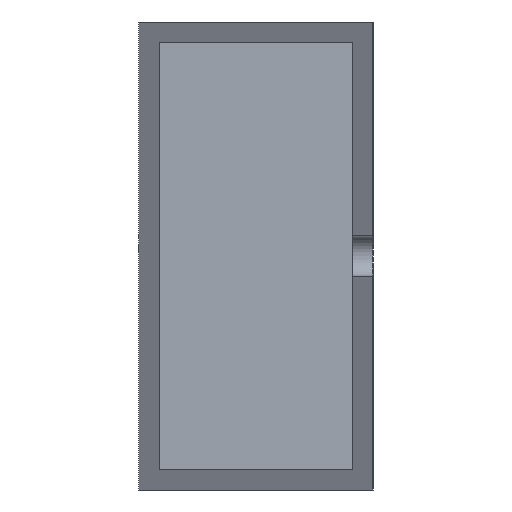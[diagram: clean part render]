
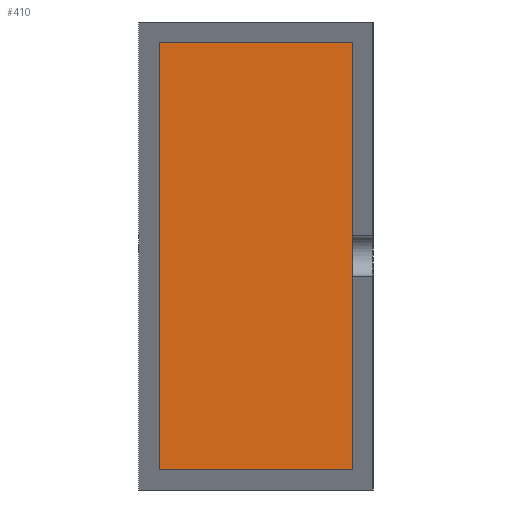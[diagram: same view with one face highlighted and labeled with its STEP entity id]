
A CAD part, left-side view. The second image highlights one B-rep face of the part: STEP entity #410.
In plain terms, the highlighted planar face has unit normal (-1, 0, 0).
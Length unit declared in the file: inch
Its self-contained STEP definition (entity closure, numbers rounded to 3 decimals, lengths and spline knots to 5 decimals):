
#1 = EDGE_CURVE ( 'NONE', #669, #258, #592, .T. ) ;
#14 = CARTESIAN_POINT ( 'NONE',  ( -4.42913, 1.07874, 1.07874 ) ) ;
#18 = LINE ( 'NONE', #57, #653 ) ;
#55 = DIRECTION ( 'NONE',  ( 0., 0., 1. ) ) ;
#57 = CARTESIAN_POINT ( 'NONE',  ( -4.42913, 1.07874, 1.07874 ) ) ;
#85 = ORIENTED_EDGE ( 'NONE', *, *, #1, .T. ) ;
#97 = VECTOR ( 'NONE', #893, 39.37008 ) ;
#99 = EDGE_CURVE ( 'NONE', #862, #577, #305, .T. ) ;
#133 = CARTESIAN_POINT ( 'NONE',  ( -4.42913, 0.10236, -1.07874 ) ) ;
#170 = CARTESIAN_POINT ( 'NONE',  ( -4.42913, 1.07874, -1.07874 ) ) ;
#178 = ORIENTED_EDGE ( 'NONE', *, *, #99, .T. ) ;
#182 = VECTOR ( 'NONE', #55, 39.37008 ) ;
#217 = CARTESIAN_POINT ( 'NONE',  ( -4.42913, 0.10236, 1.07874 ) ) ;
#258 = VERTEX_POINT ( 'NONE', #14 ) ;
#294 = CARTESIAN_POINT ( 'NONE',  ( -4.42913, 0.10236, 1.07874 ) ) ;
#305 = LINE ( 'NONE', #878, #97 ) ;
#343 = CARTESIAN_POINT ( 'NONE',  ( -4.42913, 0., 0. ) ) ;
#370 = VECTOR ( 'NONE', #559, 39.37008 ) ;
#399 = LINE ( 'NONE', #133, #182 ) ;
#410 = ADVANCED_FACE ( 'NONE', ( #657 ), #1016, .T. ) ;
#452 = EDGE_CURVE ( 'NONE', #577, #669, #399, .T. ) ;
#480 = DIRECTION ( 'NONE',  ( 0., 0., -1. ) ) ;
#509 = ORIENTED_EDGE ( 'NONE', *, *, #658, .T. ) ;
#559 = DIRECTION ( 'NONE',  ( 0., 1., 0. ) ) ;
#574 = ORIENTED_EDGE ( 'NONE', *, *, #452, .T. ) ;
#577 = VERTEX_POINT ( 'NONE', #689 ) ;
#592 = LINE ( 'NONE', #294, #370 ) ;
#597 = DIRECTION ( 'NONE',  ( -1., 0., 0. ) ) ;
#653 = VECTOR ( 'NONE', #480, 39.37008 ) ;
#657 = FACE_OUTER_BOUND ( 'NONE', #927, .T. ) ;
#658 = EDGE_CURVE ( 'NONE', #258, #862, #18, .T. ) ;
#669 = VERTEX_POINT ( 'NONE', #217 ) ;
#689 = CARTESIAN_POINT ( 'NONE',  ( -4.42913, 0.10236, -1.07874 ) ) ;
#862 = VERTEX_POINT ( 'NONE', #170 ) ;
#878 = CARTESIAN_POINT ( 'NONE',  ( -4.42913, 1.07874, -1.07874 ) ) ;
#893 = DIRECTION ( 'NONE',  ( 0., -1., 0. ) ) ;
#927 = EDGE_LOOP ( 'NONE', ( #178, #574, #85, #509 ) ) ;
#932 = DIRECTION ( 'NONE',  ( 0., 0., 1. ) ) ;
#1016 = PLANE ( 'NONE',  #1021 ) ;
#1021 = AXIS2_PLACEMENT_3D ( 'NONE', #343, #597, #932 ) ;
